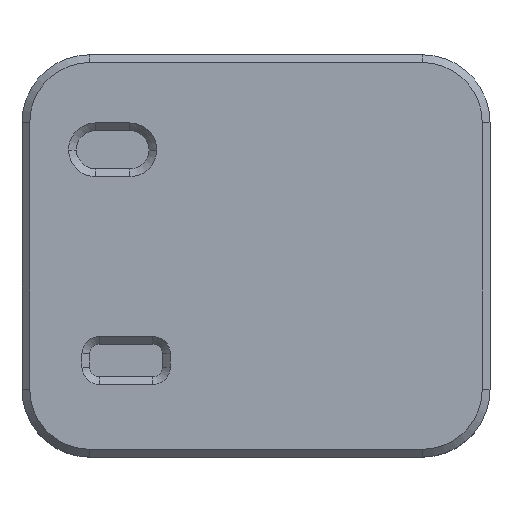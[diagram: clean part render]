
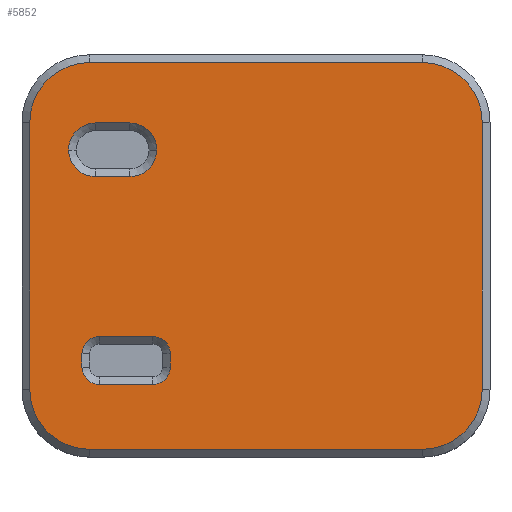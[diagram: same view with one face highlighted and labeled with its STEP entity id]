
A CAD part, top view. The second image highlights one B-rep face of the part: STEP entity #5852.
In plain terms, the highlighted planar face has unit normal (0, 0, 1).
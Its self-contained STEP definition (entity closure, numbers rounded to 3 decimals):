
#71=FACE_BOUND('',#1009,.T.);
#72=FACE_BOUND('',#1010,.T.);
#238=CIRCLE('',#6319,0.9);
#240=CIRCLE('',#6323,0.9);
#242=CIRCLE('',#6327,0.9);
#244=CIRCLE('',#6331,0.9);
#247=CIRCLE('',#6339,3.1);
#248=CIRCLE('',#6340,3.1);
#249=CIRCLE('',#6341,3.1);
#250=CIRCLE('',#6342,3.1);
#251=CIRCLE('',#6343,1.4);
#252=CIRCLE('',#6344,1.4);
#253=CIRCLE('',#6345,1.4);
#254=CIRCLE('',#6346,1.4);
#678=FACE_OUTER_BOUND('',#1008,.T.);
#1008=EDGE_LOOP('',(#5116,#5117,#5118,#5119,#5120,#5121,#5122,#5123));
#1009=EDGE_LOOP('',(#5124,#5125,#5126,#5127,#5128,#5129));
#1010=EDGE_LOOP('',(#5130,#5131,#5132,#5133,#5134,#5135,#5136,#5137));
#1577=LINE('',#9411,#2215);
#1582=LINE('',#9425,#2220);
#1586=LINE('',#9437,#2224);
#1590=LINE('',#9449,#2228);
#1599=LINE('',#9475,#2237);
#1600=LINE('',#9479,#2238);
#1601=LINE('',#9483,#2239);
#1602=LINE('',#9487,#2240);
#1603=LINE('',#9493,#2241);
#1604=LINE('',#9499,#2242);
#2215=VECTOR('',#7716,10.);
#2220=VECTOR('',#7729,10.);
#2224=VECTOR('',#7741,10.);
#2228=VECTOR('',#7753,10.);
#2237=VECTOR('',#7782,10.);
#2238=VECTOR('',#7785,10.);
#2239=VECTOR('',#7788,10.);
#2240=VECTOR('',#7791,10.);
#2241=VECTOR('',#7796,10.);
#2242=VECTOR('',#7801,10.);
#2791=VERTEX_POINT('',#9408);
#2792=VERTEX_POINT('',#9410);
#2795=VERTEX_POINT('',#9418);
#2797=VERTEX_POINT('',#9423);
#2799=VERTEX_POINT('',#9430);
#2801=VERTEX_POINT('',#9435);
#2803=VERTEX_POINT('',#9442);
#2805=VERTEX_POINT('',#9447);
#2811=VERTEX_POINT('',#9473);
#2812=VERTEX_POINT('',#9474);
#2813=VERTEX_POINT('',#9476);
#2814=VERTEX_POINT('',#9478);
#2815=VERTEX_POINT('',#9480);
#2816=VERTEX_POINT('',#9482);
#2817=VERTEX_POINT('',#9484);
#2818=VERTEX_POINT('',#9486);
#2819=VERTEX_POINT('',#9489);
#2820=VERTEX_POINT('',#9490);
#2821=VERTEX_POINT('',#9492);
#2822=VERTEX_POINT('',#9494);
#2823=VERTEX_POINT('',#9496);
#2824=VERTEX_POINT('',#9498);
#3565=EDGE_CURVE('',#2791,#2792,#1577,.T.);
#3570=EDGE_CURVE('',#2795,#2791,#238,.T.);
#3572=EDGE_CURVE('',#2797,#2795,#1582,.T.);
#3576=EDGE_CURVE('',#2799,#2797,#240,.T.);
#3578=EDGE_CURVE('',#2801,#2799,#1586,.T.);
#3582=EDGE_CURVE('',#2803,#2801,#242,.T.);
#3584=EDGE_CURVE('',#2805,#2803,#1590,.T.);
#3587=EDGE_CURVE('',#2792,#2805,#244,.T.);
#3597=EDGE_CURVE('',#2811,#2812,#1599,.T.);
#3598=EDGE_CURVE('',#2813,#2811,#247,.T.);
#3599=EDGE_CURVE('',#2814,#2813,#1600,.T.);
#3600=EDGE_CURVE('',#2815,#2814,#248,.T.);
#3601=EDGE_CURVE('',#2816,#2815,#1601,.T.);
#3602=EDGE_CURVE('',#2817,#2816,#249,.T.);
#3603=EDGE_CURVE('',#2818,#2817,#1602,.T.);
#3604=EDGE_CURVE('',#2812,#2818,#250,.T.);
#3605=EDGE_CURVE('',#2819,#2820,#251,.T.);
#3606=EDGE_CURVE('',#2821,#2819,#1603,.T.);
#3607=EDGE_CURVE('',#2822,#2821,#252,.T.);
#3608=EDGE_CURVE('',#2823,#2822,#253,.T.);
#3609=EDGE_CURVE('',#2824,#2823,#1604,.T.);
#3610=EDGE_CURVE('',#2820,#2824,#254,.T.);
#5116=ORIENTED_EDGE('',*,*,#3597,.F.);
#5117=ORIENTED_EDGE('',*,*,#3598,.F.);
#5118=ORIENTED_EDGE('',*,*,#3599,.F.);
#5119=ORIENTED_EDGE('',*,*,#3600,.F.);
#5120=ORIENTED_EDGE('',*,*,#3601,.F.);
#5121=ORIENTED_EDGE('',*,*,#3602,.F.);
#5122=ORIENTED_EDGE('',*,*,#3603,.F.);
#5123=ORIENTED_EDGE('',*,*,#3604,.F.);
#5124=ORIENTED_EDGE('',*,*,#3605,.F.);
#5125=ORIENTED_EDGE('',*,*,#3606,.F.);
#5126=ORIENTED_EDGE('',*,*,#3607,.F.);
#5127=ORIENTED_EDGE('',*,*,#3608,.F.);
#5128=ORIENTED_EDGE('',*,*,#3609,.F.);
#5129=ORIENTED_EDGE('',*,*,#3610,.F.);
#5130=ORIENTED_EDGE('',*,*,#3565,.F.);
#5131=ORIENTED_EDGE('',*,*,#3570,.F.);
#5132=ORIENTED_EDGE('',*,*,#3572,.F.);
#5133=ORIENTED_EDGE('',*,*,#3576,.F.);
#5134=ORIENTED_EDGE('',*,*,#3578,.F.);
#5135=ORIENTED_EDGE('',*,*,#3582,.F.);
#5136=ORIENTED_EDGE('',*,*,#3584,.F.);
#5137=ORIENTED_EDGE('',*,*,#3587,.F.);
#5573=PLANE('',#6338);
#5852=ADVANCED_FACE('',(#678,#71,#72),#5573,.T.);
#6319=AXIS2_PLACEMENT_3D('',#9420,#7724,#7725);
#6323=AXIS2_PLACEMENT_3D('',#9432,#7736,#7737);
#6327=AXIS2_PLACEMENT_3D('',#9444,#7748,#7749);
#6331=AXIS2_PLACEMENT_3D('',#9453,#7759,#7760);
#6338=AXIS2_PLACEMENT_3D('',#9472,#7780,#7781);
#6339=AXIS2_PLACEMENT_3D('',#9477,#7783,#7784);
#6340=AXIS2_PLACEMENT_3D('',#9481,#7786,#7787);
#6341=AXIS2_PLACEMENT_3D('',#9485,#7789,#7790);
#6342=AXIS2_PLACEMENT_3D('',#9488,#7792,#7793);
#6343=AXIS2_PLACEMENT_3D('',#9491,#7794,#7795);
#6344=AXIS2_PLACEMENT_3D('',#9495,#7797,#7798);
#6345=AXIS2_PLACEMENT_3D('',#9497,#7799,#7800);
#6346=AXIS2_PLACEMENT_3D('',#9500,#7802,#7803);
#7716=DIRECTION('',(-1.,0.,0.));
#7724=DIRECTION('center_axis',(0.,0.,1.));
#7725=DIRECTION('ref_axis',(0.707,0.707,0.));
#7729=DIRECTION('',(0.,1.,0.));
#7736=DIRECTION('center_axis',(0.,0.,1.));
#7737=DIRECTION('ref_axis',(0.707,-0.707,0.));
#7741=DIRECTION('',(1.,0.,0.));
#7748=DIRECTION('center_axis',(0.,0.,1.));
#7749=DIRECTION('ref_axis',(-0.707,-0.707,0.));
#7753=DIRECTION('',(0.,-1.,0.));
#7759=DIRECTION('center_axis',(0.,0.,1.));
#7760=DIRECTION('ref_axis',(-0.707,0.707,0.));
#7780=DIRECTION('center_axis',(0.,0.,1.));
#7781=DIRECTION('ref_axis',(-1.,0.,0.));
#7782=DIRECTION('',(-1.,0.,0.));
#7783=DIRECTION('center_axis',(0.,0.,-1.));
#7784=DIRECTION('ref_axis',(0.,-1.,0.));
#7785=DIRECTION('',(0.,-1.,0.));
#7786=DIRECTION('center_axis',(0.,0.,-1.));
#7787=DIRECTION('ref_axis',(1.,0.,0.));
#7788=DIRECTION('',(1.,0.,0.));
#7789=DIRECTION('center_axis',(0.,0.,-1.));
#7790=DIRECTION('ref_axis',(0.,1.,0.));
#7791=DIRECTION('',(0.,1.,0.));
#7792=DIRECTION('center_axis',(0.,0.,-1.));
#7793=DIRECTION('ref_axis',(-1.,0.,0.));
#7794=DIRECTION('center_axis',(0.,0.,1.));
#7795=DIRECTION('ref_axis',(1.,-0.024,0.));
#7796=DIRECTION('',(1.,0.,0.));
#7797=DIRECTION('center_axis',(0.,0.,1.));
#7798=DIRECTION('ref_axis',(-1.,-0.024,0.));
#7799=DIRECTION('center_axis',(0.,0.,1.));
#7800=DIRECTION('ref_axis',(-0.707,0.707,0.));
#7801=DIRECTION('',(-1.,0.,0.));
#7802=DIRECTION('center_axis',(0.,0.,1.));
#7803=DIRECTION('ref_axis',(0.707,0.707,0.));
#9408=CARTESIAN_POINT('',(-5.334,-4.639,4.1));
#9410=CARTESIAN_POINT('',(-8.1,-4.639,4.1));
#9411=CARTESIAN_POINT('',(-4.3,-4.639,4.1));
#9418=CARTESIAN_POINT('',(-4.434,-5.539,4.1));
#9420=CARTESIAN_POINT('Origin',(-5.334,-5.539,4.1));
#9423=CARTESIAN_POINT('',(-4.434,-6.219,4.1));
#9425=CARTESIAN_POINT('',(-4.434,-2.755,4.1));
#9430=CARTESIAN_POINT('',(-5.334,-7.119,4.1));
#9432=CARTESIAN_POINT('Origin',(-5.334,-6.219,4.1));
#9435=CARTESIAN_POINT('',(-8.1,-7.119,4.1));
#9437=CARTESIAN_POINT('',(-2.417,-7.119,4.1));
#9442=CARTESIAN_POINT('',(-9.,-6.219,4.1));
#9444=CARTESIAN_POINT('Origin',(-8.1,-6.219,4.1));
#9447=CARTESIAN_POINT('',(-9.,-5.539,4.1));
#9449=CARTESIAN_POINT('',(-9.,-3.595,4.1));
#9453=CARTESIAN_POINT('Origin',(-8.1,-5.539,4.1));
#9472=CARTESIAN_POINT('Origin',(0.,-0.471,
4.1));
#9473=CARTESIAN_POINT('',(8.6,-10.471,4.1));
#9474=CARTESIAN_POINT('',(-8.6,-10.471,4.1));
#9475=CARTESIAN_POINT('',(-4.3,-10.471,4.1));
#9476=CARTESIAN_POINT('',(11.7,-7.371,4.1));
#9477=CARTESIAN_POINT('Origin',(8.6,-7.371,4.1));
#9478=CARTESIAN_POINT('',(11.7,6.429,4.1));
#9479=CARTESIAN_POINT('',(11.7,-3.921,4.1));
#9480=CARTESIAN_POINT('',(8.6,9.529,4.1));
#9481=CARTESIAN_POINT('Origin',(8.6,6.429,4.1));
#9482=CARTESIAN_POINT('',(-8.6,9.529,4.1));
#9483=CARTESIAN_POINT('',(4.3,9.529,4.1));
#9484=CARTESIAN_POINT('',(-11.7,6.429,4.1));
#9485=CARTESIAN_POINT('Origin',(-8.6,6.429,4.1));
#9486=CARTESIAN_POINT('',(-11.7,-7.371,4.1));
#9487=CARTESIAN_POINT('',(-11.7,2.979,4.1));
#9488=CARTESIAN_POINT('Origin',(-8.6,-7.371,4.1));
#9489=CARTESIAN_POINT('',(-6.531,3.629,4.1));
#9490=CARTESIAN_POINT('',(-5.132,5.001,4.1));
#9491=CARTESIAN_POINT('Origin',(-6.531,5.029,4.1));
#9492=CARTESIAN_POINT('',(-8.292,3.629,4.1));
#9493=CARTESIAN_POINT('',(-4.796,3.629,4.1));
#9494=CARTESIAN_POINT('',(-9.692,5.001,4.1));
#9495=CARTESIAN_POINT('Origin',(-8.292,5.029,4.1));
#9496=CARTESIAN_POINT('',(-8.292,6.406,4.1));
#9497=CARTESIAN_POINT('Origin',(-8.292,5.006,4.1));
#9498=CARTESIAN_POINT('',(-6.532,6.406,4.1));
#9499=CARTESIAN_POINT('',(-2.616,6.406,4.1));
#9500=CARTESIAN_POINT('Origin',(-6.532,5.006,4.1));
